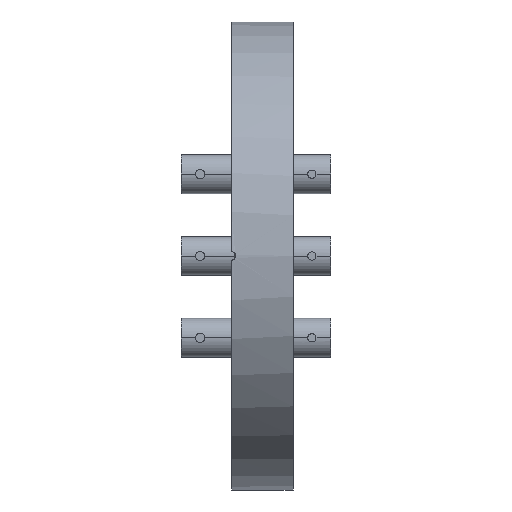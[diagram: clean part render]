
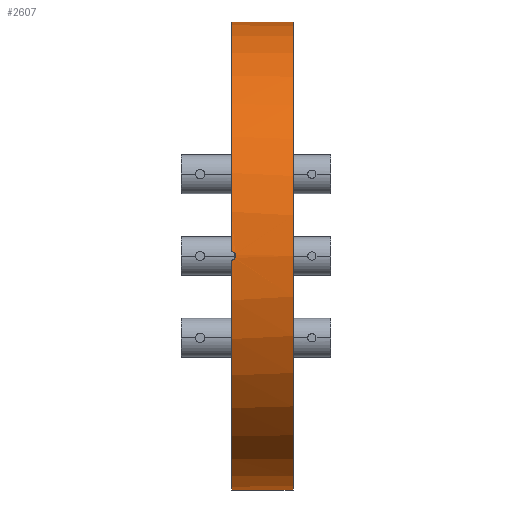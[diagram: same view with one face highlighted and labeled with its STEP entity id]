
A CAD part, left-side view. The second image highlights one B-rep face of the part: STEP entity #2607.
In plain terms, the highlighted cylindrical face has radius 57.15 mm (diameter 114.3 mm), a partial arc.
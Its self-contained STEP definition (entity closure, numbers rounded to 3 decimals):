
#7 = CARTESIAN_POINT ( 'NONE',  ( -57.15, -1., 0.131 ) ) ;
#63 = AXIS2_PLACEMENT_3D ( 'NONE', #998, #675, #2038 ) ;
#124 = DIRECTION ( 'NONE',  ( 0., 1., 0. ) ) ;
#135 = CIRCLE ( 'NONE', #2473, 57.15 ) ;
#299 = AXIS2_PLACEMENT_3D ( 'NONE', #1811, #3151, #3495 ) ;
#315 = ORIENTED_EDGE ( 'NONE', *, *, #1479, .T. ) ;
#330 = CARTESIAN_POINT ( 'NONE',  ( -57.141, 0., 1. ) ) ;
#351 = CARTESIAN_POINT ( 'NONE',  ( 0., -15., -57.15 ) ) ;
#430 = DIRECTION ( 'NONE',  ( 0., 1., 0. ) ) ;
#569 = ORIENTED_EDGE ( 'NONE', *, *, #3022, .T. ) ;
#574 = CIRCLE ( 'NONE', #1649, 57.15 ) ;
#666 = CARTESIAN_POINT ( 'NONE',  ( -57.142, -0.262, 0.974 ) ) ;
#675 = DIRECTION ( 'NONE',  ( 0., 1., 0. ) ) ;
#920 = CARTESIAN_POINT ( 'NONE',  ( 0., -15., 0. ) ) ;
#970 = CARTESIAN_POINT ( 'NONE',  ( -57.147, -0.801, -0.613 ) ) ;
#977 = VERTEX_POINT ( 'NONE', #2716 ) ;
#997 = ORIENTED_EDGE ( 'NONE', *, *, #4042, .F. ) ;
#998 = CARTESIAN_POINT ( 'NONE',  ( 0., -15., 0. ) ) ;
#1039 = CARTESIAN_POINT ( 'NONE',  ( -57.148, -0.874, 0.503 ) ) ;
#1042 = ORIENTED_EDGE ( 'NONE', *, *, #1267, .F. ) ;
#1046 = VERTEX_POINT ( 'NONE', #4161 ) ;
#1091 = LINE ( 'NONE', #1788, #1524 ) ;
#1267 = EDGE_CURVE ( 'NONE', #1046, #3880, #2577, .T. ) ;
#1268 = VERTEX_POINT ( 'NONE', #3513 ) ;
#1317 = CARTESIAN_POINT ( 'NONE',  ( -57.15, -1., -0.13 ) ) ;
#1321 = EDGE_CURVE ( 'NONE', #1268, #2136, #1091, .T. ) ;
#1329 = DIRECTION ( 'NONE',  ( 0., 0., 1. ) ) ;
#1334 = CARTESIAN_POINT ( 'NONE',  ( -57.147, -0.799, 0.615 ) ) ;
#1479 = EDGE_CURVE ( 'NONE', #3140, #3880, #3466, .T. ) ;
#1524 = VECTOR ( 'NONE', #124, 1000. ) ;
#1649 = AXIS2_PLACEMENT_3D ( 'NONE', #920, #2992, #1329 ) ;
#1711 = CARTESIAN_POINT ( 'NONE',  ( -57.141, -0.264, -1. ) ) ;
#1788 = CARTESIAN_POINT ( 'NONE',  ( 0., -15., 57.15 ) ) ;
#1796 = CARTESIAN_POINT ( 'NONE',  ( 0., 0., 57.15 ) ) ;
#1811 = CARTESIAN_POINT ( 'NONE',  ( 0., 0., 0. ) ) ;
#1893 = CARTESIAN_POINT ( 'NONE',  ( -57.141, 0., -1. ) ) ;
#1918 = VECTOR ( 'NONE', #3099, 1000. ) ;
#2038 = DIRECTION ( 'NONE',  ( 0., 0., 1. ) ) ;
#2070 = CARTESIAN_POINT ( 'NONE',  ( -57.15, -0.974, -0.261 ) ) ;
#2136 = VERTEX_POINT ( 'NONE', #1796 ) ;
#2430 = DIRECTION ( 'NONE',  ( 0., 0., 1. ) ) ;
#2473 = AXIS2_PLACEMENT_3D ( 'NONE', #4167, #430, #2430 ) ;
#2577 = CIRCLE ( 'NONE', #299, 57.15 ) ;
#2607 = ADVANCED_FACE ( 'NONE', ( #3025 ), #4358, .T. ) ;
#2678 = CARTESIAN_POINT ( 'NONE',  ( -57.15, -0.974, 0.263 ) ) ;
#2716 = CARTESIAN_POINT ( 'NONE',  ( 0., -15., -57.15 ) ) ;
#2963 = ORIENTED_EDGE ( 'NONE', *, *, #4306, .F. ) ;
#2992 = DIRECTION ( 'NONE',  ( 0., 1., 0. ) ) ;
#3000 = CARTESIAN_POINT ( 'NONE',  ( -57.143, -0.504, 0.874 ) ) ;
#3022 = EDGE_CURVE ( 'NONE', #977, #1268, #574, .T. ) ;
#3025 = FACE_OUTER_BOUND ( 'NONE', #3605, .T. ) ;
#3099 = DIRECTION ( 'NONE',  ( 0., 1., 0. ) ) ;
#3140 = VERTEX_POINT ( 'NONE', #3748 ) ;
#3151 = DIRECTION ( 'NONE',  ( 0., 1., 0. ) ) ;
#3340 = CARTESIAN_POINT ( 'NONE',  ( -57.141, -0.132, 1. ) ) ;
#3379 = CARTESIAN_POINT ( 'NONE',  ( -57.144, -0.615, 0.799 ) ) ;
#3466 = B_SPLINE_CURVE_WITH_KNOTS ( 'NONE', 3,
 ( #330, #3340, #666, #3000, #3379, #1334, #1039, #2678, #7, #1317, #2070, #4002, #970, #4023, #1711, #4043 ),
 .UNSPECIFIED., .F., .F.,
 ( 4, 2, 2, 2, 2, 2, 2, 4 ),
 ( 0., 0., 0.001, 0.001, 0.002, 0.002, 0.002, 0.003 ),
 .UNSPECIFIED. ) ;
#3495 = DIRECTION ( 'NONE',  ( 0., 0., 1. ) ) ;
#3513 = CARTESIAN_POINT ( 'NONE',  ( 0., -15., 57.15 ) ) ;
#3605 = EDGE_LOOP ( 'NONE', ( #997, #569, #4014, #2963, #315, #1042 ) ) ;
#3748 = CARTESIAN_POINT ( 'NONE',  ( -57.141, 0., 1. ) ) ;
#3880 = VERTEX_POINT ( 'NONE', #1893 ) ;
#4002 = CARTESIAN_POINT ( 'NONE',  ( -57.148, -0.874, -0.503 ) ) ;
#4014 = ORIENTED_EDGE ( 'NONE', *, *, #1321, .T. ) ;
#4023 = CARTESIAN_POINT ( 'NONE',  ( -57.143, -0.521, -0.893 ) ) ;
#4042 = EDGE_CURVE ( 'NONE', #977, #1046, #4369, .T. ) ;
#4043 = CARTESIAN_POINT ( 'NONE',  ( -57.141, 0., -1. ) ) ;
#4161 = CARTESIAN_POINT ( 'NONE',  ( 0., 0., -57.15 ) ) ;
#4167 = CARTESIAN_POINT ( 'NONE',  ( 0., 0., 0. ) ) ;
#4306 = EDGE_CURVE ( 'NONE', #3140, #2136, #135, .T. ) ;
#4358 = CYLINDRICAL_SURFACE ( 'NONE', #63, 57.15 ) ;
#4369 = LINE ( 'NONE', #351, #1918 ) ;
